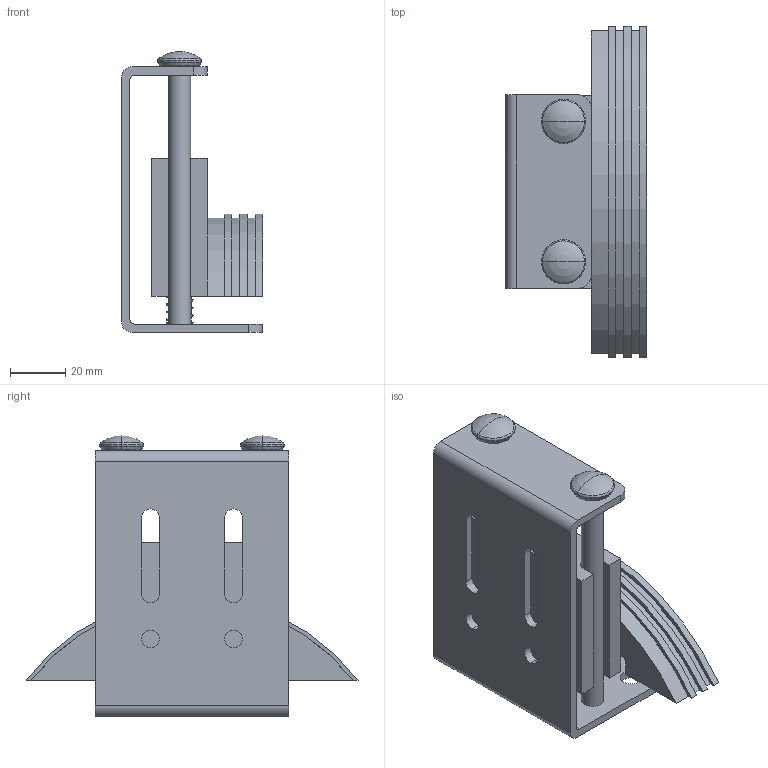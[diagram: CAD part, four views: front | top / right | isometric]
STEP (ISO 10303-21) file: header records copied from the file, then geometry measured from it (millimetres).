
FILE_DESCRIPTION(('STEP AP214'),'1');
FILE_NAME('cctmp_9A37F39A-E77F-4A5E-BCC7-1FA67457CFBE_2023_7_12_8_36_6_70..stp','2023-07-12T06:36:06',('Murtfeldt Kunststoffe GmbH & Co.KG'),('CADClick - www.CADClick.com'),'Spatial InterOp 3D',' ','unknown authorization');
FILE_SCHEMA(('AUTOMOTIVE_DESIGN'));
Length unit declared in the file: millimetre
Products named in the file (1): 1
Bounding box: 51 x 120 x 101.5 mm (x, y, z)
Volume: 132741.8 mm3; surface area: 55470 mm2
Topology: 6 solids, 14 shells, 314 faces, 738 edges, 457 vertices
Faces by surface type: cylinder 128, plane 112, torus 36, cone 34, sphere 4
Entity records: 11566 total; most frequent: DIRECTION 1722, CARTESIAN_POINT 1493, ORIENTED_EDGE 1432, EDGE_CURVE 716, AXIS2_PLACEMENT_3D 686, VERTEX_POINT 457, EDGE_LOOP 375, CIRCLE 356
